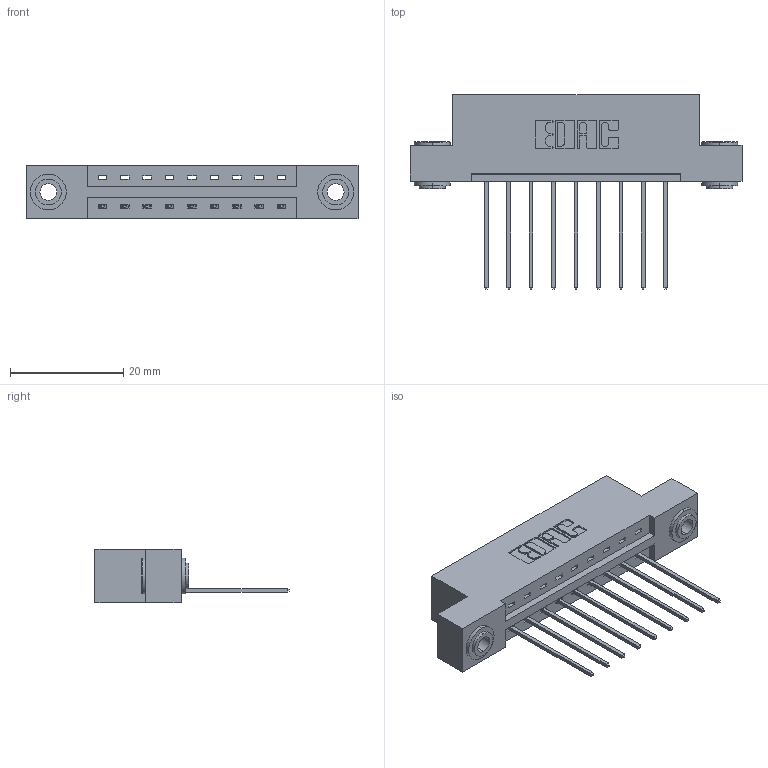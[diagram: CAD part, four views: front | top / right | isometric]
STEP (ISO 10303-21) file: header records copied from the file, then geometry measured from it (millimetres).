
FILE_DESCRIPTION (( 'STEP AP203' ), '1' );
FILE_NAME ('387-009-541-103.STEP', '2019-10-02T05:19:29', ( '' ), ( '' ), 'SwSTEP 2.0', 'SolidWorks 2016', '' );
FILE_SCHEMA (( 'CONFIG_CONTROL_DESIGN' ));
Length unit declared in the file: inch
Products named in the file (4): 345-250-002_345-250-002-102; 387-009-541-103; 345-292-001_345-293-141; 337 Part_Flush Mounting Lugs - 0.156 Dia-TH
Assembly tree (12 placements, depth 2):
  387-009-541-103
    337 Part_Flush Mounting Lugs - 0.156 Dia-TH
    345-292-001_345-293-141  x9
    345-250-002_345-250-002-102  x2
Bounding box: 58.67 x 34.3 x 9.4 mm (x, y, z)
Volume: 5734.3 mm3; surface area: 6157.8 mm2
Topology: 12 solids, 12 shells, 710 faces, 2079 edges, 1370 vertices
Faces by surface type: plane 494, cylinder 208, cone 8
Entity records: 11626 total; most frequent: CARTESIAN_POINT 2000, ORIENTED_EDGE 1938, DIRECTION 1785, EDGE_CURVE 969, LINE 817, VECTOR 817, VERTEX_POINT 642, AXIS2_PLACEMENT_3D 484
